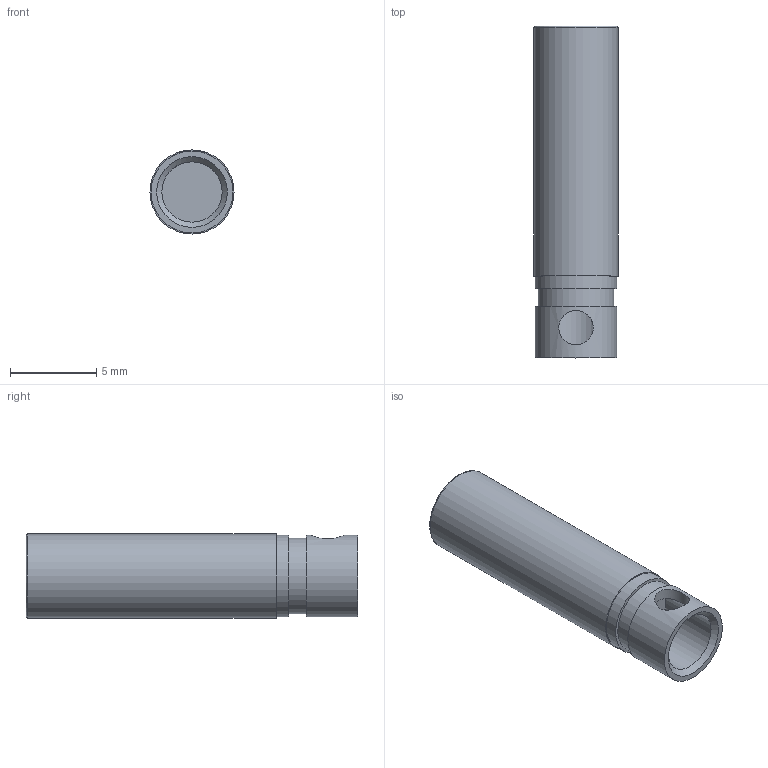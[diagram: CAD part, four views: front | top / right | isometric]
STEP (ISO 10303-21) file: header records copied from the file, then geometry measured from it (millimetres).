
FILE_DESCRIPTION(/* description */ (''),/* implementation_level */ '2;1');
FILE_NAME(/* name */ 'Female_4mm_Bullet_Connector v5.step',/* time_stamp */ '2023-03-14T10:47:23-05:00',/* author */ (''),/* organization */ (''),/* preprocessor_version */ 'ST-DEVELOPER v18.1',/* originating_system */ 'Autodesk Translation Framework v10.9.0.1377',/* authorisation */ '');
FILE_SCHEMA (('AUTOMOTIVE_DESIGN { 1 0 10303 214 3 1 1 }'));
Length unit declared in the file: millimetre
Products named in the file (1): Female_4mm_Bullet_Connector
Bounding box: 4.88 x 19.25 x 4.88 mm (x, y, z)
Volume: 129 mm3; surface area: 553.8 mm2
Topology: 1 solids, 1 shells, 17 faces, 29 edges, 19 vertices
Faces by surface type: cylinder 7, plane 7, cone 2, torus 1
Full cylindrical faces by diameter (mm): 2 x1, 3.5 x1, 4 x1, 4.4 x1, 4.75 x2, 4.88 x1
Entity records: 510 total; most frequent: CARTESIAN_POINT 133, DIRECTION 79, ORIENTED_EDGE 58, AXIS2_PLACEMENT_3D 35, EDGE_CURVE 29, EDGE_LOOP 24, VERTEX_POINT 19, CIRCLE 17
